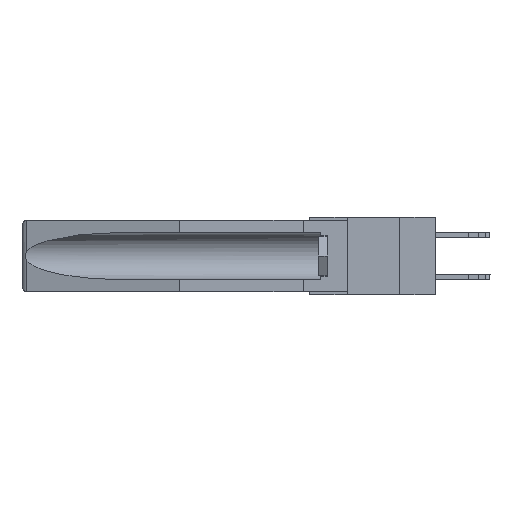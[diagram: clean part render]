
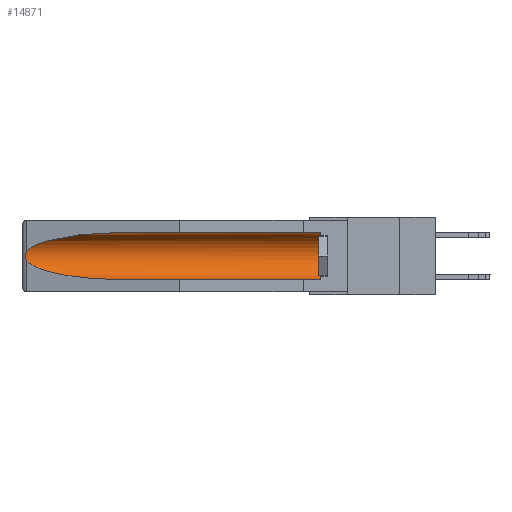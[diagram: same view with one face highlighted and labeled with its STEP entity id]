
A CAD part, left-side view. The second image highlights one B-rep face of the part: STEP entity #14871.
In plain terms, the highlighted cylindrical face has radius 2.857 mm (diameter 5.715 mm), a partial arc.
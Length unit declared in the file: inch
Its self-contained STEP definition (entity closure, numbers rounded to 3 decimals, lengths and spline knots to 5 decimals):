
#104 = DIRECTION ( 'NONE',  ( 0., -1., 0. ) ) ;
#182 = CARTESIAN_POINT ( 'NONE',  ( 0.155, -0.30754, -0.1715 ) ) ;
#336 =( BOUNDED_CURVE ( )  B_SPLINE_CURVE ( 3, ( #2955, #6739, #11826, #448 ),
 .UNSPECIFIED., .F., .F. ) 
 B_SPLINE_CURVE_WITH_KNOTS ( ( 4, 4 ),
 ( 4.71239, 6.08839 ),
 .UNSPECIFIED. ) 
 CURVE ( )  GEOMETRIC_REPRESENTATION_ITEM ( )  RATIONAL_B_SPLINE_CURVE ( ( 1., 0.848, 0.848, 1. ) ) 
 REPRESENTATION_ITEM ( '' )  );
#448 = CARTESIAN_POINT ( 'NONE',  ( 0.26537, 1.52718, -0.14972 ) ) ;
#708 = CARTESIAN_POINT ( 'NONE',  ( 0.155, 1.07973, -0.284 ) ) ;
#849 = ORIENTED_EDGE ( 'NONE', *, *, #15912, .T. ) ;
#853 =( BOUNDED_CURVE ( )  B_SPLINE_CURVE ( 3, ( #3507, #12279, #16148, #897 ),
 .UNSPECIFIED., .F., .T. ) 
 B_SPLINE_CURVE_WITH_KNOTS ( ( 4, 4 ),
 ( 0.1948, 1.5708 ),
 .UNSPECIFIED. ) 
 CURVE ( )  GEOMETRIC_REPRESENTATION_ITEM ( )  RATIONAL_B_SPLINE_CURVE ( ( 1., 0.848, 0.848, 1. ) ) 
 REPRESENTATION_ITEM ( '' )  );
#897 = CARTESIAN_POINT ( 'NONE',  ( 0.155, 1.07973, -0.284 ) ) ;
#943 = ORIENTED_EDGE ( 'NONE', *, *, #4370, .T. ) ;
#1474 = CIRCLE ( 'NONE', #6161, 0.1125 ) ;
#1659 = AXIS2_PLACEMENT_3D ( 'NONE', #182, #6616, #10291 ) ;
#1667 = VERTEX_POINT ( 'NONE', #11434 ) ;
#2294 = B_SPLINE_CURVE_WITH_KNOTS ( 'NONE', 3,
 ( #8915, #10193, #10239, #10568, #13990, #11848, #6757, #6438, #13108, #8100 ),
 .UNSPECIFIED., .F., .F.,
 ( 4, 2, 2, 2, 4 ),
 ( 0., 0.00029, 0.00058, 0.00087, 0.00117 ),
 .UNSPECIFIED. ) ;
#2359 = ORIENTED_EDGE ( 'NONE', *, *, #12753, .T. ) ;
#2467 = EDGE_LOOP ( 'NONE', ( #12563, #3764, #849, #3525, #2359, #943 ) ) ;
#2490 = CARTESIAN_POINT ( 'NONE',  ( 0.155, 0.126, -0.284 ) ) ;
#2884 = EDGE_CURVE ( 'NONE', #15539, #9976, #2294, .T. ) ;
#2955 = CARTESIAN_POINT ( 'NONE',  ( 0.155, 1.07973, -0.059 ) ) ;
#3507 = CARTESIAN_POINT ( 'NONE',  ( 0.26537, 1.52718, -0.19328 ) ) ;
#3520 = EDGE_CURVE ( 'NONE', #4314, #15539, #336, .T. ) ;
#3525 = ORIENTED_EDGE ( 'NONE', *, *, #3548, .F. ) ;
#3548 = EDGE_CURVE ( 'NONE', #16295, #14490, #12302, .T. ) ;
#3764 = ORIENTED_EDGE ( 'NONE', *, *, #2884, .T. ) ;
#3905 = LINE ( 'NONE', #16188, #12254 ) ;
#4144 = CARTESIAN_POINT ( 'NONE',  ( 0.155, 0.126, -0.1715 ) ) ;
#4314 = VERTEX_POINT ( 'NONE', #11053 ) ;
#4370 = EDGE_CURVE ( 'NONE', #1667, #4314, #3905, .T. ) ;
#4415 = FACE_OUTER_BOUND ( 'NONE', #2467, .T. ) ;
#5581 = VECTOR ( 'NONE', #15940, 39.37008 ) ;
#6161 = AXIS2_PLACEMENT_3D ( 'NONE', #4144, #104, #10263 ) ;
#6438 = CARTESIAN_POINT ( 'NONE',  ( 0.26655, 1.53094, -0.18657 ) ) ;
#6616 = DIRECTION ( 'NONE',  ( 0., 1., 0. ) ) ;
#6739 = CARTESIAN_POINT ( 'NONE',  ( 0.21114, 1.30732, -0.059 ) ) ;
#6757 = CARTESIAN_POINT ( 'NONE',  ( 0.2673, 1.53269, -0.17917 ) ) ;
#8100 = CARTESIAN_POINT ( 'NONE',  ( 0.26537, 1.52718, -0.19328 ) ) ;
#8570 = DIRECTION ( 'NONE',  ( 0., 1., 0. ) ) ;
#8915 = CARTESIAN_POINT ( 'NONE',  ( 0.26537, 1.52718, -0.14972 ) ) ;
#9976 = VERTEX_POINT ( 'NONE', #15672 ) ;
#10193 = CARTESIAN_POINT ( 'NONE',  ( 0.26597, 1.52961, -0.15275 ) ) ;
#10239 = CARTESIAN_POINT ( 'NONE',  ( 0.26654, 1.53092, -0.15636 ) ) ;
#10263 = DIRECTION ( 'NONE',  ( 0., 0., 1. ) ) ;
#10291 = DIRECTION ( 'NONE',  ( 0., 0., 1. ) ) ;
#10568 = CARTESIAN_POINT ( 'NONE',  ( 0.2673, 1.5327, -0.16383 ) ) ;
#11053 = CARTESIAN_POINT ( 'NONE',  ( 0.155, 1.07973, -0.059 ) ) ;
#11434 = CARTESIAN_POINT ( 'NONE',  ( 0.155, 0.126, -0.059 ) ) ;
#11826 = CARTESIAN_POINT ( 'NONE',  ( 0.25451, 1.48313, -0.09465 ) ) ;
#11848 = CARTESIAN_POINT ( 'NONE',  ( 0.2675, 1.53308, -0.17534 ) ) ;
#12254 = VECTOR ( 'NONE', #8570, 39.37008 ) ;
#12279 = CARTESIAN_POINT ( 'NONE',  ( 0.25451, 1.48313, -0.24835 ) ) ;
#12302 = LINE ( 'NONE', #15658, #5581 ) ;
#12563 = ORIENTED_EDGE ( 'NONE', *, *, #3520, .T. ) ;
#12753 = EDGE_CURVE ( 'NONE', #16295, #1667, #1474, .T. ) ;
#13108 = CARTESIAN_POINT ( 'NONE',  ( 0.26597, 1.5296, -0.19026 ) ) ;
#13990 = CARTESIAN_POINT ( 'NONE',  ( 0.2675, 1.53308, -0.16763 ) ) ;
#14490 = VERTEX_POINT ( 'NONE', #708 ) ;
#14492 = CYLINDRICAL_SURFACE ( 'NONE', #1659, 0.1125 ) ;
#14871 = ADVANCED_FACE ( 'NONE', ( #4415 ), #14492, .F. ) ;
#15319 = CARTESIAN_POINT ( 'NONE',  ( 0.26537, 1.52718, -0.14972 ) ) ;
#15539 = VERTEX_POINT ( 'NONE', #15319 ) ;
#15658 = CARTESIAN_POINT ( 'NONE',  ( 0.155, -0.30754, -0.284 ) ) ;
#15672 = CARTESIAN_POINT ( 'NONE',  ( 0.26537, 1.52718, -0.19328 ) ) ;
#15912 = EDGE_CURVE ( 'NONE', #9976, #14490, #853, .T. ) ;
#15940 = DIRECTION ( 'NONE',  ( 0., 1., 0. ) ) ;
#16148 = CARTESIAN_POINT ( 'NONE',  ( 0.21114, 1.30732, -0.284 ) ) ;
#16188 = CARTESIAN_POINT ( 'NONE',  ( 0.155, -0.30754, -0.059 ) ) ;
#16295 = VERTEX_POINT ( 'NONE', #2490 ) ;
